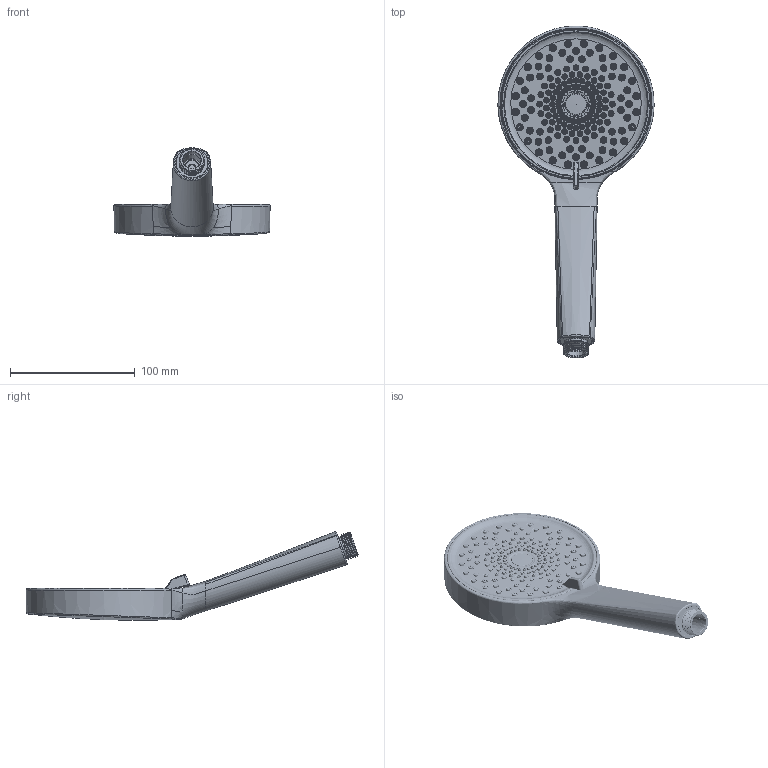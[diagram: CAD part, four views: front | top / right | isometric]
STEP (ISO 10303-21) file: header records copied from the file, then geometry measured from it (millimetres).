
FILE_DESCRIPTION(/* description */ (''),/* implementation_level */ '2;1');
FILE_NAME(/* name */ 'hs-3d.stp',/* time_stamp */ '2021-08-18T16:35:55+08:00',/* author */ (''),/* organization */ (''),/* preprocessor_version */ 'ST-DEVELOPER v16.7',/* originating_system */ 'SIEMENS PLM Software NX 12.0',/* authorisation */ '');
FILE_SCHEMA (('AP203_CONFIGURATION_CONTROLLED_3D_DESIGN_OF_MECHANICAL_PARTS_AND_ASSEMBLIES_MIM_LF { 1 0 10303 403 2 1 2}'));
Length unit declared in the file: millimetre
Products named in the file (1): 3dd
Bounding box: 124.95 x 265.61 x 70.71 mm (x, y, z)
Volume: 359094.4 mm3; surface area: 60902.2 mm2
Topology: 1 solids, 1 shells, 1517 faces, 3104 edges, 2009 vertices
Faces by surface type: plane 478, bspline 420, cone 377, torus 219, cylinder 22, sphere 1
Full cylindrical faces by diameter (mm): 6 x1, 15 x1, 17 x1, 17.2 x1, 18.3 x6, 119.6 x1
Entity records: 90469 total; most frequent: CARTESIAN_POINT 66532, DIRECTION 4342, ORIENTED_EDGE 3730, EDGE_LOOP 2751, FACE_BOUND 2319, AXIS2_PLACEMENT_3D 2162, EDGE_CURVE 1865, VERTEX_POINT 1595
